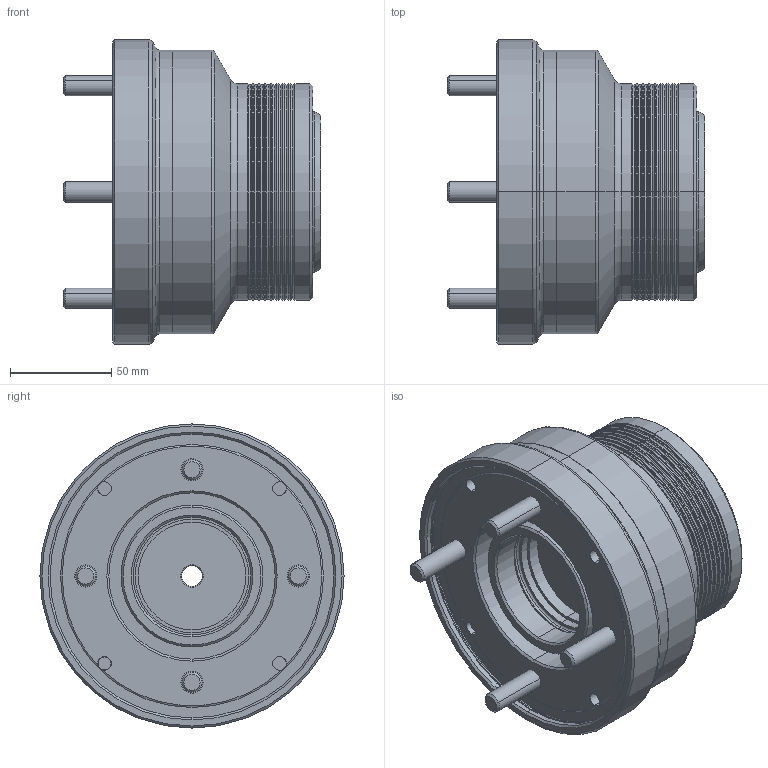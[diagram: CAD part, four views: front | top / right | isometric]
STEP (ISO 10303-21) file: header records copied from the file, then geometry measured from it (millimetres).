
FILE_DESCRIPTION (( 'STEP AP203' ), '1' );
FILE_NAME ('CF-CBE-52.STEP', '2019-03-06T00:21:51', ( '' ), ( '' ), 'SwSTEP 2.0', 'SolidWorks 2016', '' );
FILE_SCHEMA (( 'CONFIG_CONTROL_DESIGN' ));
Length unit declared in the file: millimetre
Products named in the file (9): CF-RG52-D20; 圓頭內六角螺栓_M5x16; CF-CBE-52-03000; 圓頭內六角螺栓_M10x30; CF-CBE-52-01000; CF-CBE-52-02000; CBE-52-07000; CF-CBE-52; 圓頭內六角螺栓_M8x35
Assembly tree (12 placements, depth 2):
  CF-CBE-52
    CF-CBE-52-01000
    CF-CBE-52-02000
    CF-CBE-52-03000
    圓頭內六角螺栓_M8x35
    圓頭內六角螺栓_M10x30  x4
    圓頭內六角螺栓_M5x16  x2
    CF-RG52-D20
    CBE-52-07000
Bounding box: 127.11 x 150 x 150 mm (x, y, z)
Volume: 1070476.8 mm3; surface area: 234164.3 mm2
Topology: 12 solids, 12 shells, 523 faces, 1220 edges, 732 vertices
Faces by surface type: cylinder 180, plane 157, cone 134, torus 52
Entity records: 13422 total; most frequent: DIRECTION 2373, CARTESIAN_POINT 2268, ORIENTED_EDGE 1972, AXIS2_PLACEMENT_3D 997, EDGE_CURVE 986, VERTEX_POINT 600, CIRCLE 559, EDGE_LOOP 476
